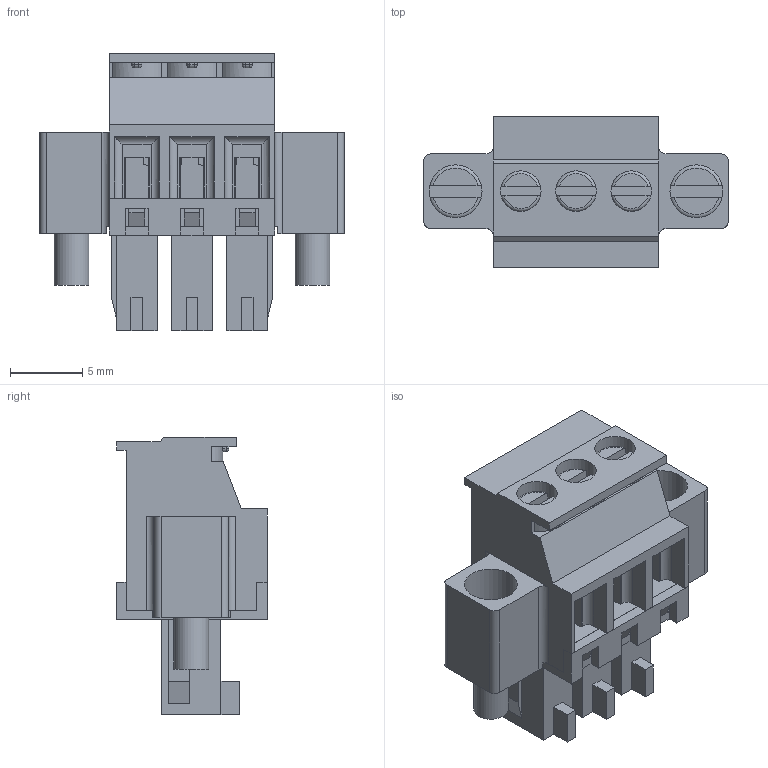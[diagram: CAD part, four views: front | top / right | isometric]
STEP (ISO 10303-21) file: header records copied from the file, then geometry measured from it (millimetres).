
FILE_DESCRIPTION( ( 'Unknown' ), '1' );
FILE_NAME( '691365310003.stp', 'Unknown', ( 'Unknown' ), ( 'Unknown' ), 'PSStep 14.0', 'Unknown', ' ' );
FILE_SCHEMA( ( 'AUTOMOTIVE_DESIGN { 1 0 10303 214 1 1 1 1 }' ) );
Length unit declared in the file: millimetre
Products named in the file (7): Assem1; 6913653100xx_VISSE; 6913653100xx_CAGE; 6913653100xx; 6913653100xx_VISSE_FLANGE; 691361300003; 691361300003_CAPOT
Assembly tree (13 placements, depth 2):
  Assem1
    6913653100xx_VISSE  x3
    6913653100xx_CAGE  x3
    6913653100xx  x3
    6913653100xx_VISSE_FLANGE  x2
    691361300003
    691361300003_CAPOT
Bounding box: 21.03 x 10.4 x 19.15 mm (x, y, z)
Volume: 1276 mm3; surface area: 3862.8 mm2
Topology: 13 solids, 13 shells, 707 faces, 1930 edges, 1247 vertices
Faces by surface type: plane 526, cylinder 154, torus 15, cone 6, sphere 6
Full cylindrical faces by diameter (mm): 1.2 x3, 1.75 x3, 1.9 x6, 2.4 x2, 2.5 x2, 2.8 x6, 3.65 x2, 3.8 x2
Entity records: 19378 total; most frequent: CARTESIAN_POINT 2855, ORIENTED_EDGE 2624, DIRECTION 2478, EDGE_CURVE 1312, LINE 1104, VECTOR 1104, VERTEX_POINT 862, AXIS2_PLACEMENT_3D 687
